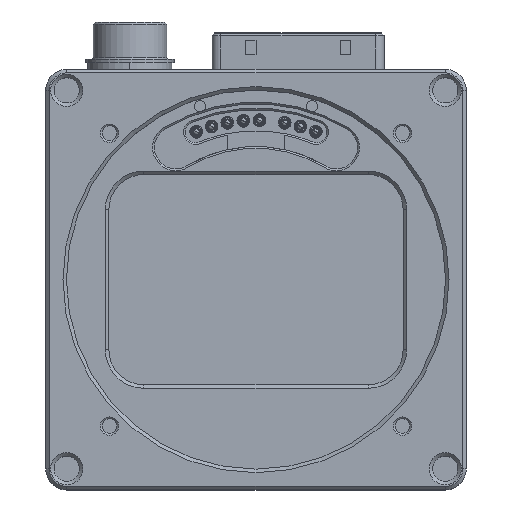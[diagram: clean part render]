
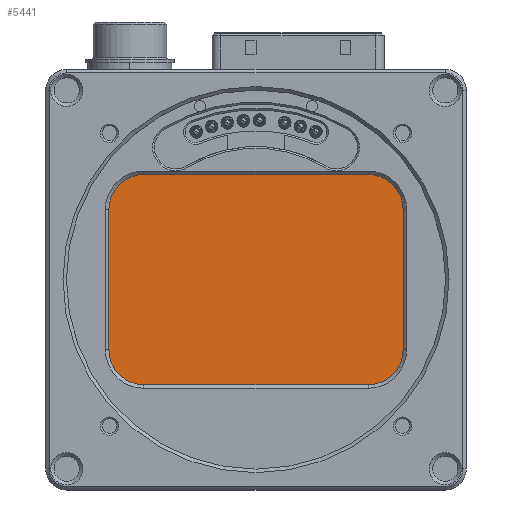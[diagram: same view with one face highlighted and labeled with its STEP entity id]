
A CAD part, top view. The second image highlights one B-rep face of the part: STEP entity #5441.
In plain terms, the highlighted planar face has unit normal (0, 0, 1).
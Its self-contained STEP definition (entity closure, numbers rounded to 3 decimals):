
#5441=ADVANCED_FACE('',(#8704),#7231,.T.);
#7231=PLANE('',#42697);
#8704=FACE_OUTER_BOUND('',#11033,.T.);
#11033=EDGE_LOOP('',(#20014,#20015,#20016,#20017,#20018,#20019,#20020,#20021));
#13692=CIRCLE('',#42693,5.);
#13693=CIRCLE('',#42694,5.);
#13694=CIRCLE('',#42695,5.);
#13695=CIRCLE('',#42696,5.);
#20014=ORIENTED_EDGE('',*,*,#31680,.T.);
#20015=ORIENTED_EDGE('',*,*,#31694,.T.);
#20016=ORIENTED_EDGE('',*,*,#31682,.T.);
#20017=ORIENTED_EDGE('',*,*,#31695,.T.);
#20018=ORIENTED_EDGE('',*,*,#31688,.T.);
#20019=ORIENTED_EDGE('',*,*,#31696,.T.);
#20020=ORIENTED_EDGE('',*,*,#31692,.T.);
#20021=ORIENTED_EDGE('',*,*,#31697,.T.);
#27254=VERTEX_POINT('',#63942);
#27255=VERTEX_POINT('',#63944);
#27256=VERTEX_POINT('',#63948);
#27257=VERTEX_POINT('',#63949);
#27262=VERTEX_POINT('',#63960);
#27263=VERTEX_POINT('',#63962);
#27266=VERTEX_POINT('',#63969);
#27267=VERTEX_POINT('',#63971);
#31680=EDGE_CURVE('',#27255,#27254,#35956,.T.);
#31682=EDGE_CURVE('',#27256,#27257,#35958,.T.);
#31688=EDGE_CURVE('',#27263,#27262,#35964,.T.);
#31692=EDGE_CURVE('',#27267,#27266,#35968,.T.);
#31694=EDGE_CURVE('',#27254,#27256,#13692,.T.);
#31695=EDGE_CURVE('',#27257,#27263,#13693,.T.);
#31696=EDGE_CURVE('',#27262,#27267,#13694,.T.);
#31697=EDGE_CURVE('',#27266,#27255,#13695,.T.);
#35956=LINE('',#63943,#39009);
#35958=LINE('',#63947,#39011);
#35964=LINE('',#63961,#39017);
#35968=LINE('',#63970,#39021);
#39009=VECTOR('',#50878,1.);
#39011=VECTOR('',#50882,1.);
#39017=VECTOR('',#50890,1.);
#39021=VECTOR('',#50896,1.);
#42693=AXIS2_PLACEMENT_3D('',#63974,#50900,#50901);
#42694=AXIS2_PLACEMENT_3D('',#63975,#50902,#50903);
#42695=AXIS2_PLACEMENT_3D('',#63976,#50904,#50905);
#42696=AXIS2_PLACEMENT_3D('',#63977,#50906,#50907);
#42697=AXIS2_PLACEMENT_3D('',#63978,#50908,#50909);
#50878=DIRECTION('',(0.,-1.,0.));
#50882=DIRECTION('',(1.,0.,0.));
#50890=DIRECTION('',(0.,1.,0.));
#50896=DIRECTION('',(-1.,0.,0.));
#50900=DIRECTION('',(0.,0.,1.));
#50901=DIRECTION('',(1.,0.,0.));
#50902=DIRECTION('',(0.,0.,1.));
#50903=DIRECTION('',(1.,0.,0.));
#50904=DIRECTION('',(0.,0.,1.));
#50905=DIRECTION('',(1.,0.,0.));
#50906=DIRECTION('',(0.,0.,1.));
#50907=DIRECTION('',(1.,0.,0.));
#50908=DIRECTION('',(0.,0.,1.));
#50909=DIRECTION('',(1.,0.,0.));
#63942=CARTESIAN_POINT('',(-21.,-10.,1.));
#63943=CARTESIAN_POINT('',(-21.,15.,1.));
#63944=CARTESIAN_POINT('',(-21.,10.,1.));
#63947=CARTESIAN_POINT('',(-21.,-15.,1.));
#63948=CARTESIAN_POINT('',(-16.,-15.,1.));
#63949=CARTESIAN_POINT('',(16.,-15.,1.));
#63960=CARTESIAN_POINT('',(21.,10.,1.));
#63961=CARTESIAN_POINT('',(21.,-15.,1.));
#63962=CARTESIAN_POINT('',(21.,-10.,1.));
#63969=CARTESIAN_POINT('',(-16.,15.,1.));
#63970=CARTESIAN_POINT('',(21.,15.,1.));
#63971=CARTESIAN_POINT('',(16.,15.,1.));
#63974=CARTESIAN_POINT('',(-16.,-10.,1.));
#63975=CARTESIAN_POINT('',(16.,-10.,1.));
#63976=CARTESIAN_POINT('',(16.,10.,1.));
#63977=CARTESIAN_POINT('',(-16.,10.,1.));
#63978=CARTESIAN_POINT('',(0.,0.,1.));
